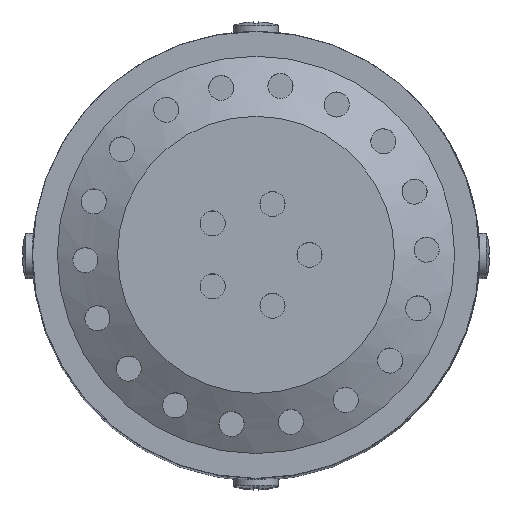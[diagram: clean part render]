
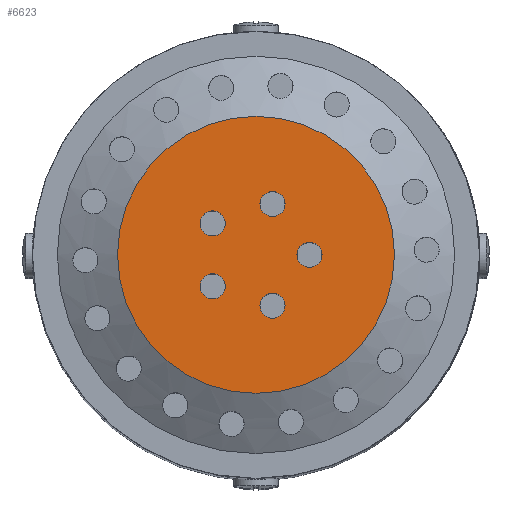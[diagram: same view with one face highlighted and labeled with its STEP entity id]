
A CAD part, top view. The second image highlights one B-rep face of the part: STEP entity #6623.
In plain terms, the highlighted face is planar.
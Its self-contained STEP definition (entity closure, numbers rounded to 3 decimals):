
#314=FACE_BOUND('',#1375,.T.);
#315=FACE_BOUND('',#1376,.T.);
#316=FACE_BOUND('',#1377,.T.);
#317=FACE_BOUND('',#1378,.T.);
#318=FACE_BOUND('',#1379,.T.);
#456=CIRCLE('',#7046,2.5);
#458=CIRCLE('',#7050,2.5);
#460=CIRCLE('',#7054,2.5);
#462=CIRCLE('',#7058,2.5);
#464=CIRCLE('',#7062,2.5);
#486=CIRCLE('',#7125,27.6);
#928=FACE_OUTER_BOUND('',#1374,.T.);
#1374=EDGE_LOOP('',(#5939));
#1375=EDGE_LOOP('',(#5940));
#1376=EDGE_LOOP('',(#5941));
#1377=EDGE_LOOP('',(#5942));
#1378=EDGE_LOOP('',(#5943));
#1379=EDGE_LOOP('',(#5944));
#3154=VERTEX_POINT('',#14007);
#3156=VERTEX_POINT('',#14013);
#3158=VERTEX_POINT('',#14019);
#3160=VERTEX_POINT('',#14025);
#3162=VERTEX_POINT('',#14031);
#3202=VERTEX_POINT('',#14746);
#4089=EDGE_CURVE('',#3154,#3154,#456,.T.);
#4091=EDGE_CURVE('',#3156,#3156,#458,.T.);
#4093=EDGE_CURVE('',#3158,#3158,#460,.T.);
#4095=EDGE_CURVE('',#3160,#3160,#462,.T.);
#4097=EDGE_CURVE('',#3162,#3162,#464,.T.);
#4137=EDGE_CURVE('',#3202,#3202,#486,.T.);
#5939=ORIENTED_EDGE('',*,*,#4137,.F.);
#5940=ORIENTED_EDGE('',*,*,#4089,.T.);
#5941=ORIENTED_EDGE('',*,*,#4091,.T.);
#5942=ORIENTED_EDGE('',*,*,#4093,.T.);
#5943=ORIENTED_EDGE('',*,*,#4095,.T.);
#5944=ORIENTED_EDGE('',*,*,#4097,.T.);
#6244=PLANE('',#7124);
#6623=ADVANCED_FACE('',(#928,#314,#315,#316,#317,#318),#6244,.T.);
#7046=AXIS2_PLACEMENT_3D('',#14008,#8392,#8393);
#7050=AXIS2_PLACEMENT_3D('',#14014,#8400,#8401);
#7054=AXIS2_PLACEMENT_3D('',#14020,#8408,#8409);
#7058=AXIS2_PLACEMENT_3D('',#14026,#8416,#8417);
#7062=AXIS2_PLACEMENT_3D('',#14032,#8424,#8425);
#7124=AXIS2_PLACEMENT_3D('',#14745,#8548,#8549);
#7125=AXIS2_PLACEMENT_3D('',#14747,#8550,#8551);
#8392=DIRECTION('center_axis',(0.,-1.,0.));
#8393=DIRECTION('ref_axis',(-1.,0.,0.));
#8400=DIRECTION('center_axis',(0.,-1.,0.));
#8401=DIRECTION('ref_axis',(-1.,0.,0.));
#8408=DIRECTION('center_axis',(0.,-1.,0.));
#8409=DIRECTION('ref_axis',(-1.,0.,0.));
#8416=DIRECTION('center_axis',(0.,-1.,0.));
#8417=DIRECTION('ref_axis',(-1.,0.,0.));
#8424=DIRECTION('center_axis',(0.,-1.,0.));
#8425=DIRECTION('ref_axis',(-1.,0.,0.));
#8548=DIRECTION('center_axis',(0.,1.,0.));
#8549=DIRECTION('ref_axis',(0.,0.,1.));
#8550=DIRECTION('center_axis',(0.,-1.,0.));
#8551=DIRECTION('ref_axis',(1.,0.,0.));
#14007=CARTESIAN_POINT('',(-6.124,254.,6.266));
#14008=CARTESIAN_POINT('Origin',(-8.624,254.,6.266));
#14013=CARTESIAN_POINT('',(5.794,254.,-10.138));
#14014=CARTESIAN_POINT('Origin',(3.294,254.,-10.138));
#14019=CARTESIAN_POINT('',(13.16,254.,0.));
#14020=CARTESIAN_POINT('Origin',(10.66,254.,0.));
#14025=CARTESIAN_POINT('',(-6.124,254.,-6.266));
#14026=CARTESIAN_POINT('Origin',(-8.624,254.,-6.266));
#14031=CARTESIAN_POINT('',(5.794,254.,10.138));
#14032=CARTESIAN_POINT('Origin',(3.294,254.,10.138));
#14745=CARTESIAN_POINT('Origin',(27.6,254.,0.));
#14746=CARTESIAN_POINT('',(27.6,254.,0.));
#14747=CARTESIAN_POINT('Origin',(0.,254.,0.));
